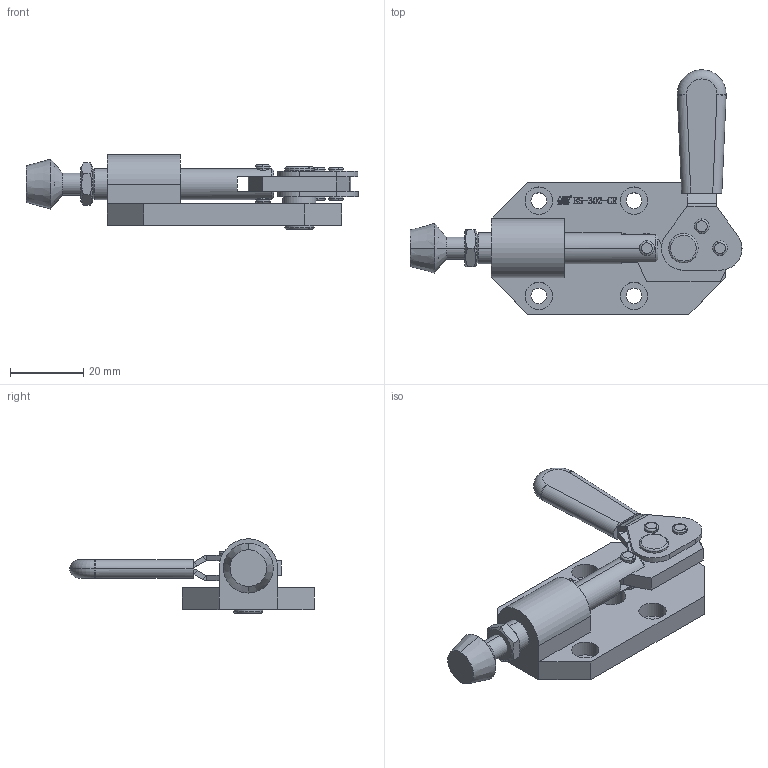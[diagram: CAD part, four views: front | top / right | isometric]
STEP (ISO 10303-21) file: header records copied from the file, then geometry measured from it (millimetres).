
FILE_DESCRIPTION (( 'STEP AP203' ), '1' );
FILE_NAME ('HS-302-CR 装配体.STEP', '2018-12-07T06:42:37', ( 'PCOS' ), ( '微软中国' ), 'SwSTEP 2.0', 'SolidWorks 2012', '' );
FILE_SCHEMA (( 'CONFIG_CONTROL_DESIGN' ));
Length unit declared in the file: millimetre
Products named in the file (15): HS-302-CR 蚾饜极; 忒梟; 忒梟1; hex thin nuts-grades ab-chamfered gb_GB_FASTENER_NUT_STNAB M6-N; hexagon head bolts-full thread gb_GB_FASTENER_BOLT_STBAB A M6X25-N; 挴裝; 揤輸; 种4; 种3; 种2; 种1; 忒參; 蟀裝; 菜; 菁釱
Assembly tree (14 placements, depth 2):
  HS-302-CR 蚾饜极
    菁釱
    菜
    蟀裝
    忒參
    种1
    种2
    种3
    种4
    揤輸
    挴裝
    hexagon head bolts-full thread gb_GB_FASTENER_BOLT_STBAB A M6X25-N
    hex thin nuts-grades ab-chamfered gb_GB_FASTENER_NUT_STNAB M6-N
    忒梟1
    忒梟
Bounding box: 90.7 x 66.76 x 20.32 mm (x, y, z)
Volume: 22266.7 mm3; surface area: 16107.7 mm2
Topology: 14 solids, 14 shells, 639 faces, 1630 edges, 1058 vertices
Faces by surface type: plane 302, bspline 151, cylinder 135, cone 29, torus 22
Entity records: 27289 total; most frequent: CARTESIAN_POINT 10997, ORIENTED_EDGE 3256, DIRECTION 2628, EDGE_CURVE 1628, VERTEX_POINT 1058, LINE 930, VECTOR 930, AXIS2_PLACEMENT_3D 849
